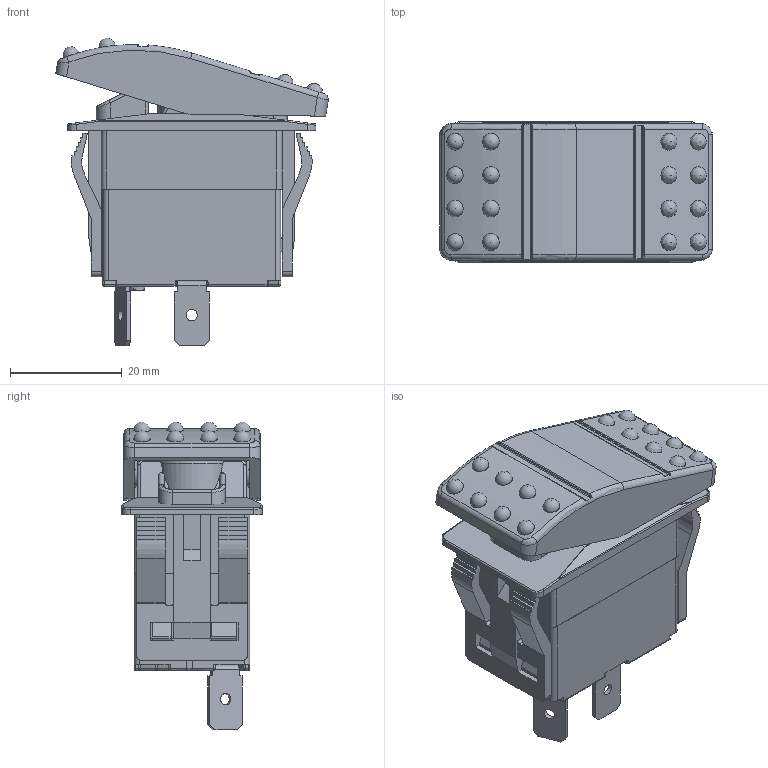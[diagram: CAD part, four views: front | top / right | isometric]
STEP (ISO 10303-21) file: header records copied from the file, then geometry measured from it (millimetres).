
FILE_DESCRIPTION((' '),'2;1');
FILE_NAME('R711FA1-SxxxxxDxxx.stp','2017-08-02T15:07:27',(' '),(' '),' ','ACIS',' ');
FILE_SCHEMA(('CONFIG_CONTROL_DESIGN'));
Length unit declared in the file: inch
Products named in the file (1): R711FA1-SxxxxxDxxx.stp
Bounding box: 48.87 x 25.15 x 55.19 mm (x, y, z)
Volume: 14987.1 mm3; surface area: 17205.2 mm2
Topology: 2 solids, 12 shells, 855 faces, 2350 edges, 1510 vertices
Faces by surface type: plane 420, cylinder 267, bspline 113, sphere 39, torus 14, cone 2
Full cylindrical faces by diameter (mm): 1 x2, 1.9 x1, 2 x10, 2.8 x2, 6.4 x1
Entity records: 29969 total; most frequent: CARTESIAN_POINT 8582, ORIENTED_EDGE 4560, DIRECTION 4205, EDGE_CURVE 2282, VERTEX_POINT 1485, AXIS2_PLACEMENT_3D 1412, VECTOR 1381, LINE 1381
